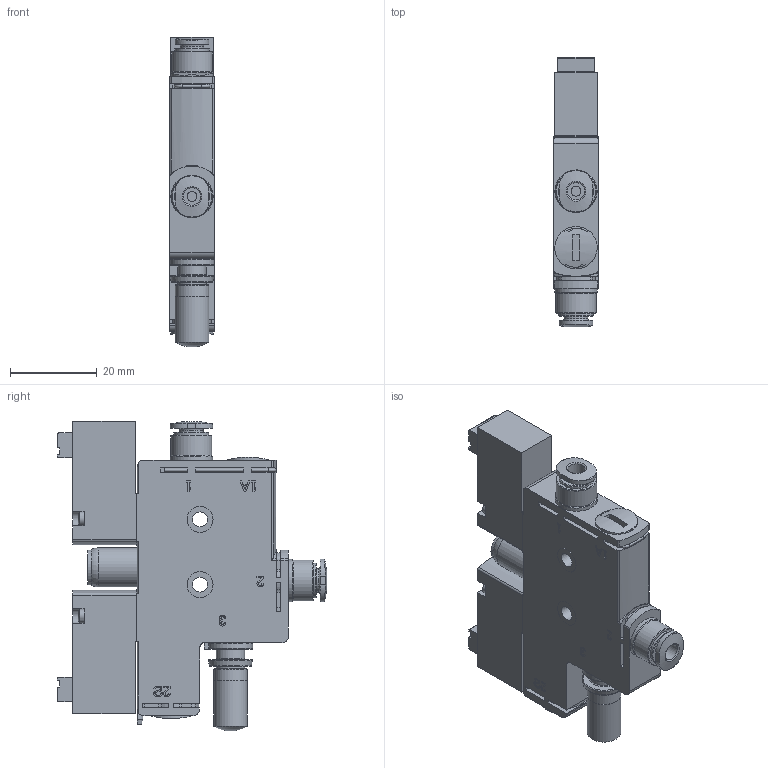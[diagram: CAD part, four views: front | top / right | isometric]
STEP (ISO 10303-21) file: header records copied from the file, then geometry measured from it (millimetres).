
FILE_DESCRIPTION(/* description */ ('STEP AP214'),/* implementation_level */ '2;1');
FILE_NAME(/* name */ '8141099_OVEL-5-H-10-PQ-VQ4-UC-C-A-H3',/* time_stamp */ '2024-09-13T11:24:04+02:00',/* author */ ('License CC BY-ND 4.0'),/* organization */ ('CADENAS'),/* preprocessor_version */ 'ST-DEVELOPER v19.3',/* originating_system */ 'PARTsolutions',/* authorisation */ ' ');
FILE_SCHEMA (('AUTOMOTIVE_DESIGN {1 0 10303 214 3 1 1}'));
Length unit declared in the file: millimetre
Products named in the file (9): 8141099 OVEL-5-H-10-PQ-VQ4-UC-C-A-H3; 4329487 OVEL-5A---(h); 132622 QSPKG10-4; 562243 QSPC10; 197005 MHA1-M1H-3/2G-0,6-TC_p; 4406465 DPT-F-TP-1.6x23-PT10; 165003 UC-M5; 388135 CPA10(OABM); 677814 MEBH-4/2-QS-6---(SPTE)
Assembly tree (15 placements, depth 2):
  8141099 OVEL-5-H-10-PQ-VQ4-UC-C-A-H3
    4329487 OVEL-5A---(h)
    132622 QSPKG10-4  x2
    562243 QSPC10  x2
    197005 MHA1-M1H-3/2G-0,6-TC_p  x2
    4406465 DPT-F-TP-1.6x23-PT10  x4
    165003 UC-M5
    388135 CPA10(OABM)
    677814 MEBH-4/2-QS-6---(SPTE)  x2
Bounding box: 10.3 x 62 x 71.35 mm (x, y, z)
Volume: 26124 mm3; surface area: 15547 mm2
Topology: 15 solids, 15 shells, 863 faces, 2153 edges, 1412 vertices
Faces by surface type: plane 469, cylinder 300, torus 44, cone 43, sphere 7
Full cylindrical faces by diameter (mm): 0.8 x5, 0.9 x2, 1.25 x4, 1.28 x4, 1.6 x4, 1.68 x4, 1.8 x8, 2.3 x2, 2.9 x1, 3.1 x2, 3.2 x4, 3.4 x1, 3.45 x2, 3.8 x1, 4 x2, 4.134 x1, 5.4 x2, 5.6 x4, 5.65 x2, 6 x4, 6.5 x2, 7 x4, 7.15 x2, 7.2 x2, 7.7 x1, 7.8 x5, 8 x7, 8.93 x4, 8.97 x2, 9 x5
Entity records: 21962 total; most frequent: CARTESIAN_POINT 3358, DIRECTION 3080, ORIENTED_EDGE 2860, EDGE_CURVE 1430, AXIS2_PLACEMENT_3D 1069, VERTEX_POINT 1011, LINE 942, VECTOR 942
